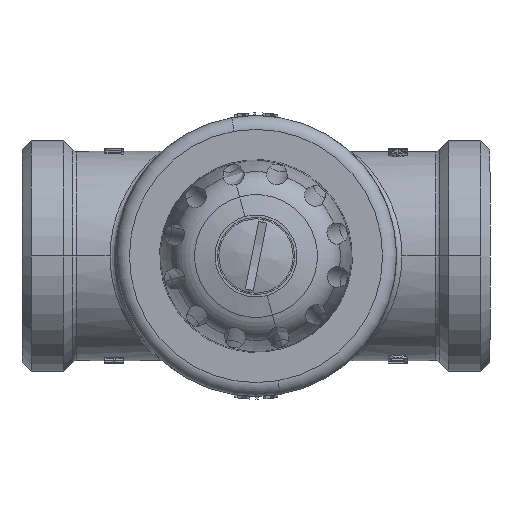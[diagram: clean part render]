
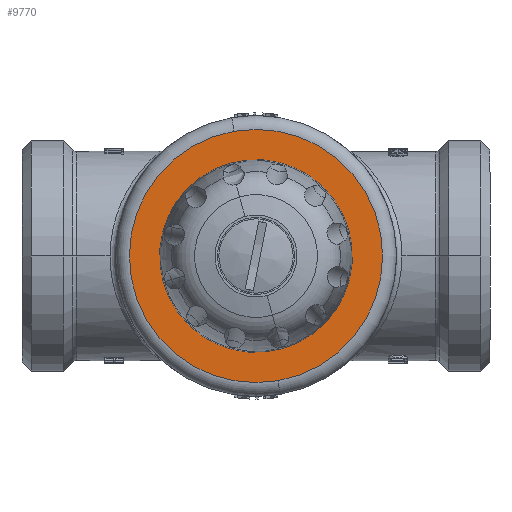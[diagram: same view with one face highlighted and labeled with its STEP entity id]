
A CAD part, left-side view. The second image highlights one B-rep face of the part: STEP entity #9770.
In plain terms, the highlighted face is planar.
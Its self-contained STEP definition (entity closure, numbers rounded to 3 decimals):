
#565 = CIRCLE ( 'NONE', #13028, 23. ) ;
#620 = DIRECTION ( 'NONE',  ( 0., -1., 0. ) ) ;
#1050 = ORIENTED_EDGE ( 'NONE', *, *, #3974, .F. ) ;
#1073 = CARTESIAN_POINT ( 'NONE',  ( 0., 3., -23. ) ) ;
#1335 = VERTEX_POINT ( 'NONE', #11348 ) ;
#2413 = AXIS2_PLACEMENT_3D ( 'NONE', #4184, #620, #12653 ) ;
#2578 = CIRCLE ( 'NONE', #19268, 13.9 ) ;
#2905 = CARTESIAN_POINT ( 'NONE',  ( 0., 3., 0. ) ) ;
#3729 = ORIENTED_EDGE ( 'NONE', *, *, #14826, .F. ) ;
#3974 = EDGE_CURVE ( 'NONE', #18121, #5946, #2578, .T. ) ;
#4184 = CARTESIAN_POINT ( 'NONE',  ( 0., 3., 0. ) ) ;
#4247 = DIRECTION ( 'NONE',  ( 0., 0., -1. ) ) ;
#4844 = CIRCLE ( 'NONE', #2413, 23. ) ;
#5313 = PLANE ( 'NONE',  #9077 ) ;
#5424 = DIRECTION ( 'NONE',  ( 0., -1., 0. ) ) ;
#5946 = VERTEX_POINT ( 'NONE', #11836 ) ;
#6116 = ORIENTED_EDGE ( 'NONE', *, *, #14161, .T. ) ;
#6698 = EDGE_LOOP ( 'NONE', ( #3729, #1050 ) ) ;
#7055 = DIRECTION ( 'NONE',  ( 0., 0., -1. ) ) ;
#8707 = DIRECTION ( 'NONE',  ( 0., -1., 0. ) ) ;
#8993 = CARTESIAN_POINT ( 'NONE',  ( 0., 3., 13.9 ) ) ;
#9055 = CARTESIAN_POINT ( 'NONE',  ( 0., 3., 13.9 ) ) ;
#9077 = AXIS2_PLACEMENT_3D ( 'NONE', #8993, #5424, #11106 ) ;
#9770 = ADVANCED_FACE ( 'NONE', ( #13794, #10882 ), #5313, .T. ) ;
#10719 = EDGE_LOOP ( 'NONE', ( #16336, #6116 ) ) ;
#10728 = DIRECTION ( 'NONE',  ( 0., 0., -1. ) ) ;
#10882 = FACE_BOUND ( 'NONE', #6698, .T. ) ;
#11106 = DIRECTION ( 'NONE',  ( 0., 0., -1. ) ) ;
#11348 = CARTESIAN_POINT ( 'NONE',  ( 0., 3., 23. ) ) ;
#11836 = CARTESIAN_POINT ( 'NONE',  ( 0., 3., -13.9 ) ) ;
#12653 = DIRECTION ( 'NONE',  ( 0., 0., -1. ) ) ;
#13028 = AXIS2_PLACEMENT_3D ( 'NONE', #15606, #8707, #7055 ) ;
#13794 = FACE_OUTER_BOUND ( 'NONE', #10719, .T. ) ;
#14161 = EDGE_CURVE ( 'NONE', #1335, #20516, #4844, .T. ) ;
#14826 = EDGE_CURVE ( 'NONE', #5946, #18121, #16978, .T. ) ;
#15606 = CARTESIAN_POINT ( 'NONE',  ( 0., 3., 0. ) ) ;
#16336 = ORIENTED_EDGE ( 'NONE', *, *, #20176, .T. ) ;
#16978 = CIRCLE ( 'NONE', #17334, 13.9 ) ;
#17334 = AXIS2_PLACEMENT_3D ( 'NONE', #21074, #17725, #10728 ) ;
#17725 = DIRECTION ( 'NONE',  ( 0., -1., 0. ) ) ;
#18121 = VERTEX_POINT ( 'NONE', #9055 ) ;
#19268 = AXIS2_PLACEMENT_3D ( 'NONE', #2905, #19709, #4247 ) ;
#19709 = DIRECTION ( 'NONE',  ( 0., -1., 0. ) ) ;
#20176 = EDGE_CURVE ( 'NONE', #20516, #1335, #565, .T. ) ;
#20516 = VERTEX_POINT ( 'NONE', #1073 ) ;
#21074 = CARTESIAN_POINT ( 'NONE',  ( 0., 3., 0. ) ) ;
